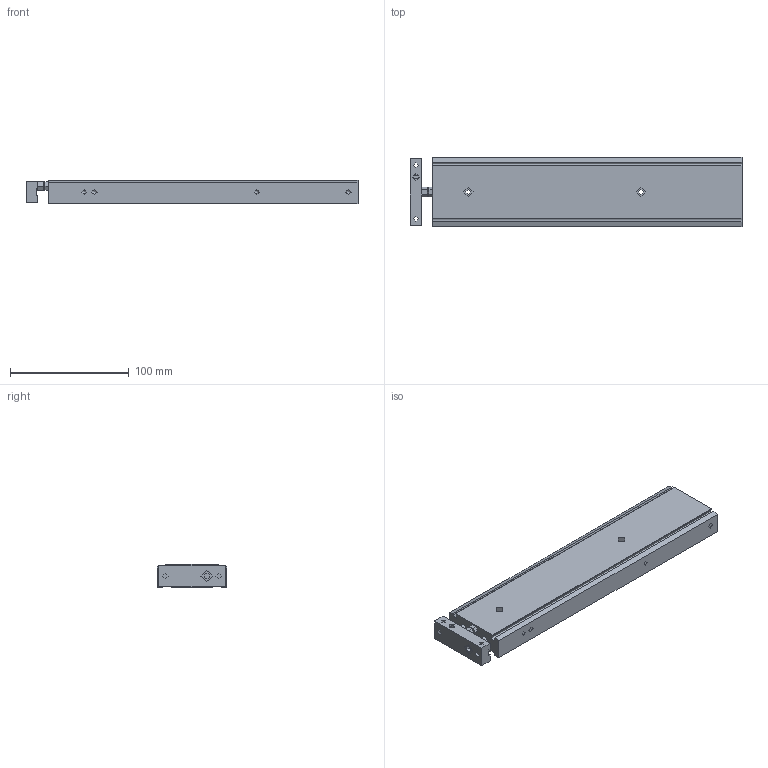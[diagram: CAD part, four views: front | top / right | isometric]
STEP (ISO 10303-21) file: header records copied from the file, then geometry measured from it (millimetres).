
FILE_DESCRIPTION(/* description */ ('STEP AP214'),/* implementation_level */ '2;1');
FILE_NAME(/* name */ 'CXS2M16-200(0_0)',/* time_stamp */ '2024-12-15T18:27:32+01:00',/* author */ ('License CC BY-ND 4.0'),/* organization */ ('CADENAS'),/* preprocessor_version */ 'ST-DEVELOPER v19.3',/* originating_system */ 'PARTsolutions',/* authorisation */ ' ');
FILE_SCHEMA (('AUTOMOTIVE_DESIGN {1 0 10303 214 3 1 1}'));
Length unit declared in the file: millimetre
Products named in the file (3): CXS2M16-200(0_0); CXS2M16-200(0)_BODY; CXS2M16-200(0)_ROD
Assembly tree (2 placements, depth 2):
  CXS2M16-200(0_0)
    CXS2M16-200(0)_BODY
    CXS2M16-200(0)_ROD
Bounding box: 279 x 58 x 20 mm (x, y, z)
Surface area: 80718.6 mm2
Topology: 2 solids, 2 shells, 168 faces, 367 edges, 246 vertices
Faces by surface type: plane 79, cone 54, cylinder 35
Full cylindrical faces by diameter (mm): 3.242 x8, 4 x1, 4.134 x5, 4.3 x2, 5 x1, 6 x1, 8 x6, 9 x1, 10 x1, 16 x4
Entity records: 4497 total; most frequent: CARTESIAN_POINT 885, DIRECTION 724, ORIENTED_EDGE 632, EDGE_CURVE 316, AXIS2_PLACEMENT_3D 289, FACE_BOUND 270, EDGE_LOOP 262, VERTEX_POINT 238
